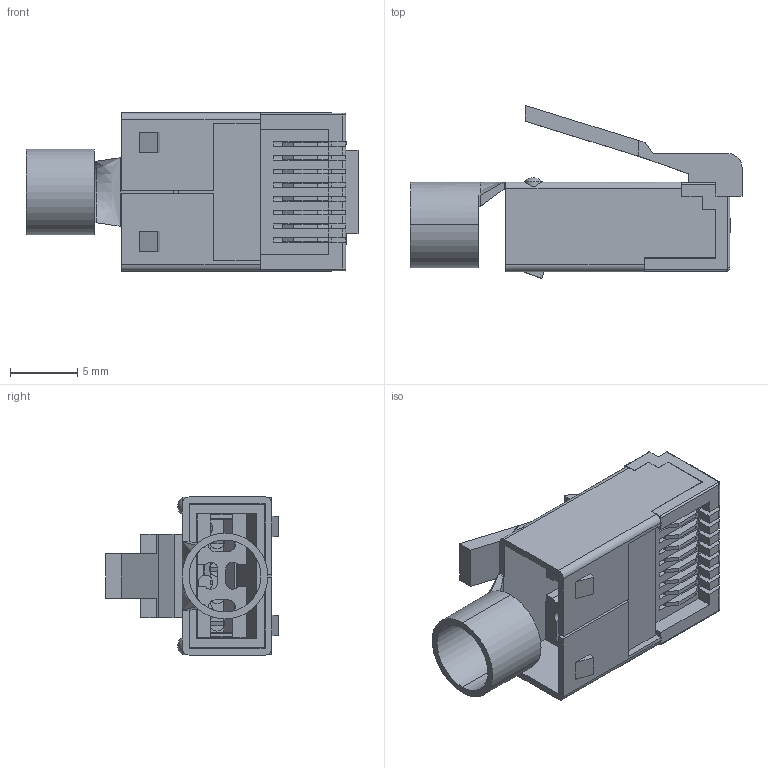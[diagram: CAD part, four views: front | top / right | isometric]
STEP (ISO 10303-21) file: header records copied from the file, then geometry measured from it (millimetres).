
FILE_DESCRIPTION (( 'STEP AP214' ), '1' );
FILE_NAME ('TDS8PC6.STEP', '2006-08-31T12:53:19', ( 'X' ), ( 'L-COM' ), 'SwSTEP 2.0', 'SolidWorks 2006052', '' );
FILE_SCHEMA (( 'AUTOMOTIVE_DESIGN' ));
Length unit declared in the file: inch
Products named in the file (6): 1AD03-013-MA2; 1AD03-013-MA3; 1AD03-013-MA4_crimped strain relief; 1AD03-013-MA1; TDS8PC5-MA3; TDS8PC6
Assembly tree (12 placements, depth 2):
  TDS8PC6
    TDS8PC5-MA3  x8
    1AD03-013-MA1
    1AD03-013-MA4_crimped strain relief
    1AD03-013-MA2
    1AD03-013-MA3
Bounding box: 24.64 x 12.83 x 11.73 mm (x, y, z)
Volume: 909.8 mm3; surface area: 3018.1 mm2
Topology: 12 solids, 12 shells, 578 faces, 1628 edges, 1034 vertices
Faces by surface type: plane 421, cylinder 118, bspline 19, sphere 18, torus 2
Entity records: 15920 total; most frequent: CARTESIAN_POINT 4451, ORIENTED_EDGE 2468, DIRECTION 2212, EDGE_CURVE 1234, LINE 936, VECTOR 936, VERTEX_POINT 780, AXIS2_PLACEMENT_3D 638
